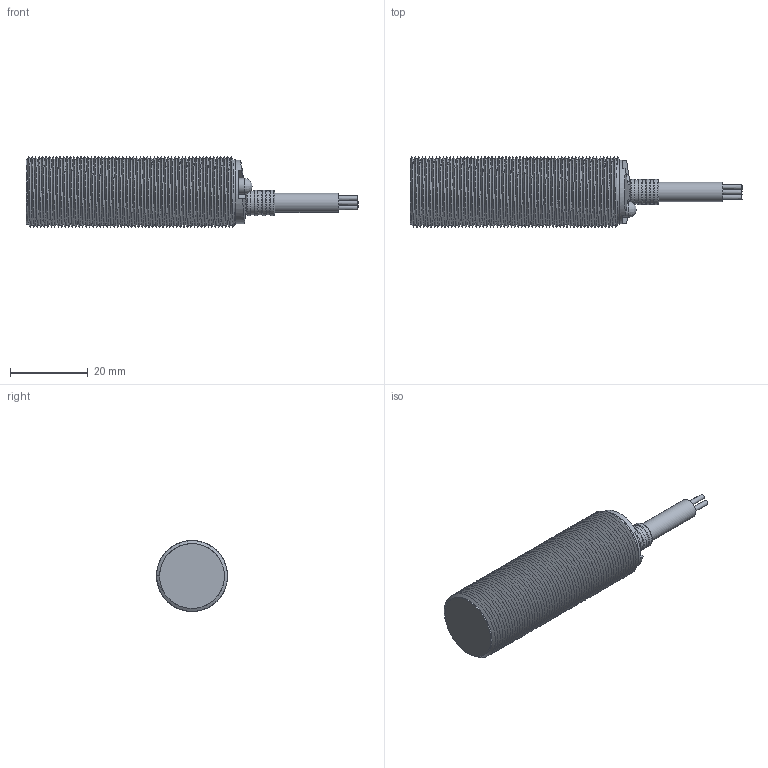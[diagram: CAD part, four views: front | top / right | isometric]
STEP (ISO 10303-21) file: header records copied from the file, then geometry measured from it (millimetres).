
FILE_DESCRIPTION( ('This file contains a STEP AP42 implementation' ,'as created by ZW3D STEP Interface translator.') ,'2;1' );
FILE_NAME( 'FCM1-1808X-X4UX.stp' ,'20 622.103036', (''), ('ZWCAD Software Co.'), 'Version 1.0', 'ZW3D to STEP translator', '' );
FILE_SCHEMA(('AUTOMOTIVE_DESIGN'));
Length unit declared in the file: millimetre
Products named in the file (2): 0; FCS2-1808X-X4UX
Bounding box: 85.61 x 18.26 x 18.26 mm (x, y, z)
Surface area: 9614.8 mm2 (no closed solid volume)
Topology: 0 solids, 11 shells, 130 faces, 301 edges, 169 vertices
Faces by surface type: bspline 130
Entity records: 7250 total; most frequent: CARTESIAN_POINT 5437, ORIENTED_EDGE 628, EDGE_CURVE 301, VERTEX_POINT 169, EDGE_LOOP 137, FACE_OUTER_BOUND 130, ADVANCED_FACE 130, OVER_RIDING_STYLED_ITEM 130
